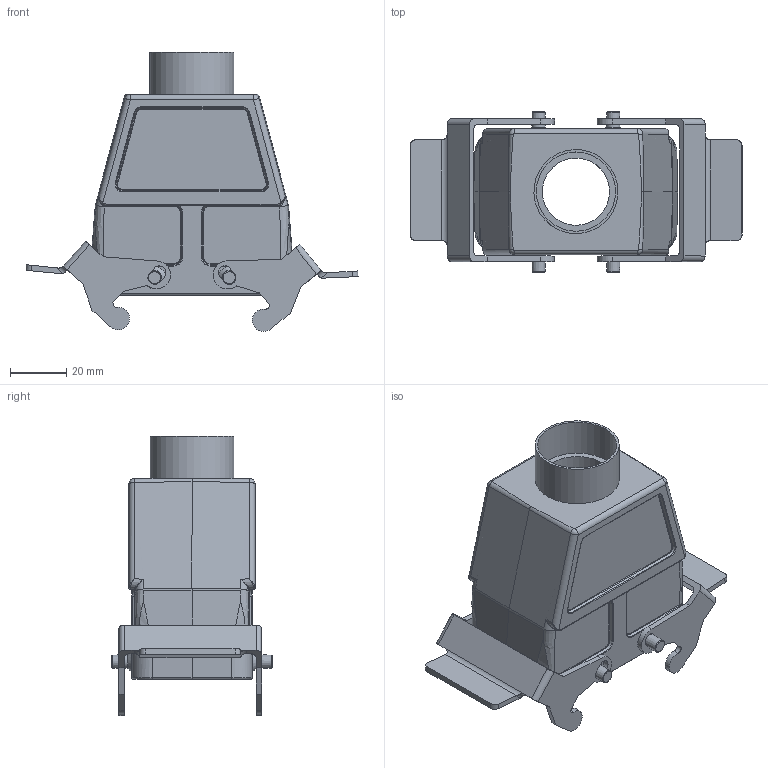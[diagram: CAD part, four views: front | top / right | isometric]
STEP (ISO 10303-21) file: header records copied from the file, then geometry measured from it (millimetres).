
FILE_DESCRIPTION((''),'2;1');
FILE_NAME('04300100432.stp','2020-07-07T14:12:29',('e.eickhoff'),(''),'Autodesk Inventor 2012','Autodesk Inventor 2012','');
FILE_SCHEMA(('AUTOMOTIVE_DESIGN { 1 0 10303 214 1 1 1 1 }'));
Length unit declared in the file: millimetre
Products named in the file (3): 04300100432; Metallbügel Quer
Assembly tree (3 placements, depth 2):
  04300100432
    04300100432
    Metallbügel Quer  x2
Bounding box: 118.53 x 57.2 x 99.63 mm (x, y, z)
Volume: 69590.3 mm3; surface area: 46048.3 mm2
Topology: 3 solids, 4 shells, 572 faces, 1418 edges, 872 vertices
Faces by surface type: plane 237, cylinder 162, bspline 63, torus 51, cone 49, sphere 10
Full cylindrical faces by diameter (mm): 3 x4, 24 x1, 26.78 x1, 26.9 x1, 28.3 x2, 30 x1
Entity records: 17929 total; most frequent: CARTESIAN_POINT 5641, ORIENTED_EDGE 2440, DIRECTION 2431, EDGE_CURVE 1220, AXIS2_PLACEMENT_3D 907, VERTEX_POINT 763, VECTOR 617, LINE 617
